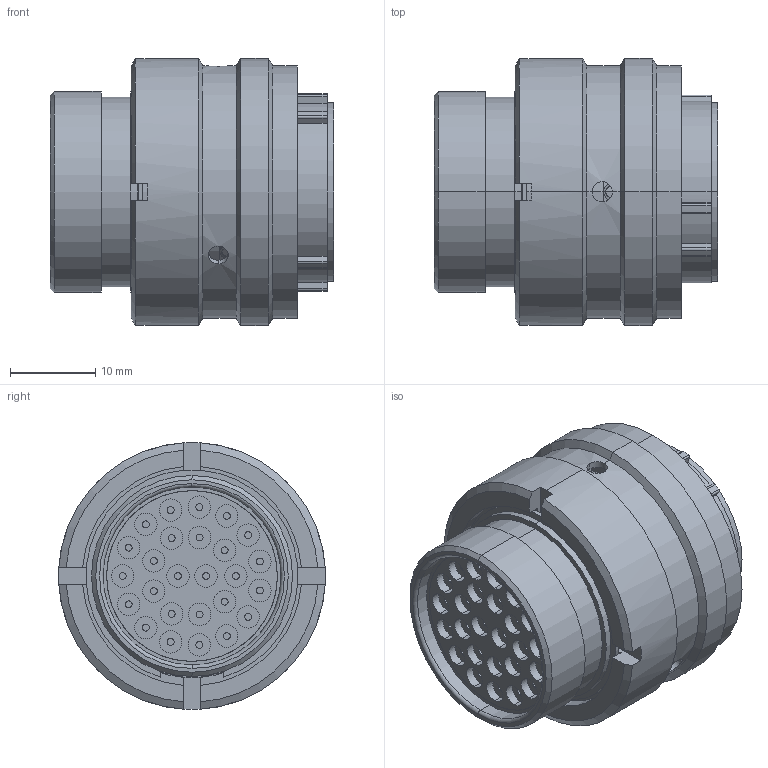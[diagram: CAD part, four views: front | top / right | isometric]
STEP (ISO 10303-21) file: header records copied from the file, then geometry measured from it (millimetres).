
FILE_DESCRIPTION (( 'STEP AP214' ), '1' );
FILE_NAME ('AS616-26SA.STEP', '2021-03-12T13:57:31', ( 'TE Connectivity' ), ( 'TE Connectivity' ), 'SwSTEP 2.0', 'SolidWorks 2016', '' );
FILE_SCHEMA (( 'AUTOMOTIVE_DESIGN' ));
Length unit declared in the file: millimetre
Products named in the file (1): AS616-26SA
Bounding box: 33.37 x 31.4 x 31.4 mm (x, y, z)
Volume: 13993.8 mm3; surface area: 18001.4 mm2
Topology: 8 solids, 8 shells, 1057 faces, 2715 edges, 1740 vertices
Faces by surface type: cylinder 437, plane 385, cone 116, torus 110, bspline 9
Entity records: 50291 total; most frequent: CARTESIAN_POINT 13980, ORIENTED_EDGE 5430, DIRECTION 4737, EDGE_CURVE 2715, AXIS2_PLACEMENT_3D 1983, VERTEX_POINT 1740, EDGE_LOOP 1241, UNCERTAINTY_MEASURE_WITH_UNIT 1067
